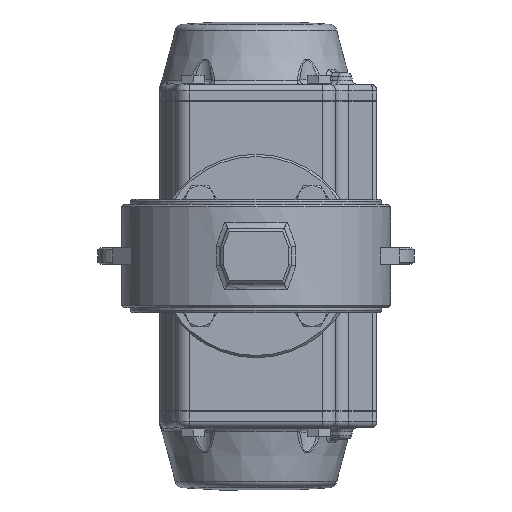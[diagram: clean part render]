
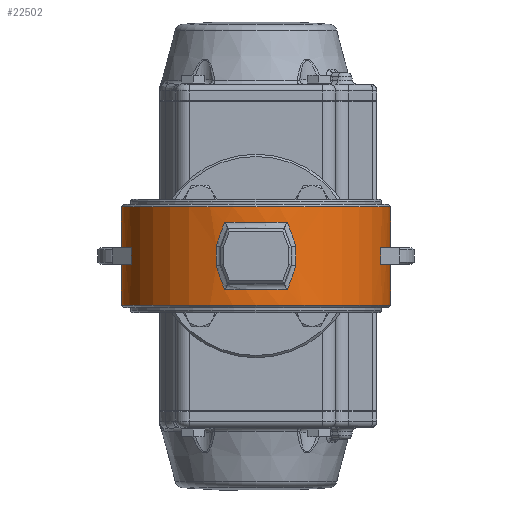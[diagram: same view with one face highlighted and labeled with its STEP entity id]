
A CAD part, front view. The second image highlights one B-rep face of the part: STEP entity #22502.
In plain terms, the highlighted cylindrical face has radius 59.5 mm (diameter 119 mm), a partial arc.
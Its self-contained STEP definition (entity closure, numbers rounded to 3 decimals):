
#565=CIRCLE('',#23883,59.5);
#568=CIRCLE('',#23895,59.5);
#570=CIRCLE('',#23901,59.5);
#571=CIRCLE('',#23904,59.5);
#583=CIRCLE('',#23928,59.5);
#594=CIRCLE('',#23965,59.5);
#595=CIRCLE('',#23967,59.5);
#596=CIRCLE('',#23969,59.5);
#1603=ELLIPSE('',#23890,176.969,59.5);
#1605=ELLIPSE('',#23897,176.969,59.5);
#1607=ELLIPSE('',#23938,176.969,59.5);
#1609=ELLIPSE('',#23952,176.969,59.5);
#1669=CYLINDRICAL_SURFACE('',#23968,59.5);
#4433=ORIENTED_EDGE('',*,*,#9635,.F.);
#4434=ORIENTED_EDGE('',*,*,#9563,.F.);
#4435=ORIENTED_EDGE('',*,*,#9546,.T.);
#4436=ORIENTED_EDGE('',*,*,#9657,.F.);
#4437=ORIENTED_EDGE('',*,*,#9574,.T.);
#4438=ORIENTED_EDGE('',*,*,#9577,.F.);
#4439=ORIENTED_EDGE('',*,*,#9570,.T.);
#4440=ORIENTED_EDGE('',*,*,#9643,.F.);
#4441=ORIENTED_EDGE('',*,*,#9626,.F.);
#4442=ORIENTED_EDGE('',*,*,#9677,.T.);
#4443=ORIENTED_EDGE('',*,*,#9685,.T.);
#4444=ORIENTED_EDGE('',*,*,#9686,.T.);
#4445=ORIENTED_EDGE('',*,*,#9687,.F.);
#4446=ORIENTED_EDGE('',*,*,#9673,.T.);
#4447=ORIENTED_EDGE('',*,*,#9681,.T.);
#4448=ORIENTED_EDGE('',*,*,#9679,.F.);
#4449=ORIENTED_EDGE('',*,*,#9588,.F.);
#4450=ORIENTED_EDGE('',*,*,#9637,.F.);
#4451=ORIENTED_EDGE('',*,*,#9581,.T.);
#4452=ORIENTED_EDGE('',*,*,#9678,.F.);
#9546=EDGE_CURVE('',#12331,#12330,#565,.T.);
#9563=EDGE_CURVE('',#12331,#12342,#1603,.T.);
#9570=EDGE_CURVE('',#12346,#12345,#568,.T.);
#9574=EDGE_CURVE('',#12350,#12349,#14253,.T.);
#9577=EDGE_CURVE('',#12346,#12349,#1605,.T.);
#9581=EDGE_CURVE('',#12355,#12353,#570,.T.);
#9588=EDGE_CURVE('',#12360,#12361,#571,.T.);
#9626=EDGE_CURVE('',#12385,#12387,#583,.T.);
#9635=EDGE_CURVE('',#12342,#12392,#14281,.T.);
#9637=EDGE_CURVE('',#12355,#12360,#14283,.T.);
#9643=EDGE_CURVE('',#12392,#12345,#1607,.T.);
#9657=EDGE_CURVE('',#12350,#12330,#1609,.T.);
#9673=EDGE_CURVE('',#12408,#12407,#14304,.T.);
#9677=EDGE_CURVE('',#12385,#12411,#14308,.T.);
#9678=EDGE_CURVE('',#12387,#12353,#14309,.T.);
#9679=EDGE_CURVE('',#12361,#12412,#14310,.T.);
#9681=EDGE_CURVE('',#12407,#12412,#594,.T.);
#9685=EDGE_CURVE('',#12411,#12415,#595,.T.);
#9686=EDGE_CURVE('',#12415,#12416,#14315,.T.);
#9687=EDGE_CURVE('',#12408,#12416,#596,.T.);
#12330=VERTEX_POINT('',#35595);
#12331=VERTEX_POINT('',#35597);
#12342=VERTEX_POINT('',#35712);
#12345=VERTEX_POINT('',#35817);
#12346=VERTEX_POINT('',#35819);
#12349=VERTEX_POINT('',#35923);
#12350=VERTEX_POINT('',#35925);
#12353=VERTEX_POINT('',#35999);
#12355=VERTEX_POINT('',#36002);
#12360=VERTEX_POINT('',#36016);
#12361=VERTEX_POINT('',#36017);
#12385=VERTEX_POINT('',#36136);
#12387=VERTEX_POINT('',#36139);
#12392=VERTEX_POINT('',#36199);
#12407=VERTEX_POINT('',#36336);
#12408=VERTEX_POINT('',#36338);
#12411=VERTEX_POINT('',#36344);
#12412=VERTEX_POINT('',#36349);
#12415=VERTEX_POINT('',#36359);
#12416=VERTEX_POINT('',#36363);
#14253=LINE('',#35924,#15584);
#14281=LINE('',#36201,#15612);
#14283=LINE('',#36204,#15614);
#14304=LINE('',#36337,#15635);
#14308=LINE('',#36345,#15639);
#14309=LINE('',#36347,#15640);
#14310=LINE('',#36348,#15641);
#14315=LINE('',#36362,#15646);
#15584=VECTOR('',#26767,1000.);
#15612=VECTOR('',#26867,1000.);
#15614=VECTOR('',#26871,1000.);
#15635=VECTOR('',#26950,1000.);
#15639=VECTOR('',#26954,1000.);
#15640=VECTOR('',#26957,1000.);
#15641=VECTOR('',#26958,1000.);
#15646=VECTOR('',#26973,1000.);
#16881=EDGE_LOOP('',(#4433,#4434,#4435,#4436,#4437,#4438,#4439,#4440));
#16882=EDGE_LOOP('',(#4441,#4442,#4443,#4444,#4445,#4446,#4447,#4448,#4449,
#4450,#4451,#4452));
#18420=FACE_BOUND('',#16881,.T.);
#18421=FACE_BOUND('',#16882,.T.);
#22502=ADVANCED_FACE('',(#18420,#18421),#1669,.T.);
#23883=AXIS2_PLACEMENT_3D('',#35596,#26726,#26727);
#23890=AXIS2_PLACEMENT_3D('',#35711,#26751,#26752);
#23895=AXIS2_PLACEMENT_3D('',#35818,#26763,#26764);
#23897=AXIS2_PLACEMENT_3D('',#35993,#26769,#26770);
#23901=AXIS2_PLACEMENT_3D('',#36001,#26778,#26779);
#23904=AXIS2_PLACEMENT_3D('',#36015,#26790,#26791);
#23928=AXIS2_PLACEMENT_3D('',#36138,#26853,#26854);
#23938=AXIS2_PLACEMENT_3D('',#36237,#26883,#26884);
#23952=AXIS2_PLACEMENT_3D('',#36290,#26921,#26922);
#23965=AXIS2_PLACEMENT_3D('',#36352,#26962,#26963);
#23967=AXIS2_PLACEMENT_3D('',#36360,#26969,#26970);
#23968=AXIS2_PLACEMENT_3D('',#36361,#26971,#26972);
#23969=AXIS2_PLACEMENT_3D('',#36364,#26974,#26975);
#26726=DIRECTION('',(0.,0.,1.));
#26727=DIRECTION('',(1.,0.,0.));
#26751=DIRECTION('',(0.942,0.,-0.336));
#26752=DIRECTION('',(-0.336,0.,-0.942));
#26763=DIRECTION('',(0.,0.,-1.));
#26764=DIRECTION('',(-1.,0.,0.));
#26767=DIRECTION('',(0.,0.,-1.));
#26769=DIRECTION('',(-0.942,0.,0.336));
#26770=DIRECTION('',(-0.336,0.,-0.942));
#26778=DIRECTION('',(0.,0.,1.));
#26779=DIRECTION('',(-1.,0.,0.));
#26790=DIRECTION('',(0.,0.,1.));
#26791=DIRECTION('',(-1.,0.,0.));
#26853=DIRECTION('',(0.,0.,1.));
#26854=DIRECTION('',(1.,0.,0.));
#26867=DIRECTION('',(0.,0.,-1.));
#26871=DIRECTION('',(0.,0.,-1.));
#26883=DIRECTION('',(0.942,0.,0.336));
#26884=DIRECTION('',(0.336,0.,-0.942));
#26921=DIRECTION('',(-0.942,0.,-0.336));
#26922=DIRECTION('',(0.336,0.,-0.942));
#26950=DIRECTION('',(0.,0.,-1.));
#26954=DIRECTION('',(0.,0.,-1.));
#26957=DIRECTION('',(0.,0.,-1.));
#26958=DIRECTION('',(0.,0.,-1.));
#26962=DIRECTION('',(0.,0.,1.));
#26963=DIRECTION('',(1.,0.,0.));
#26969=DIRECTION('',(0.,0.,1.));
#26970=DIRECTION('',(1.,0.,0.));
#26971=DIRECTION('',(0.,0.,1.));
#26972=DIRECTION('',(-1.,0.,0.));
#26973=DIRECTION('',(0.,0.,-1.));
#26974=DIRECTION('',(0.,0.,1.));
#26975=DIRECTION('',(1.,0.,0.));
#35595=CARTESIAN_POINT('',(13.879,-57.859,15.));
#35596=CARTESIAN_POINT('',(0.,0.,15.));
#35597=CARTESIAN_POINT('',(-13.879,-57.859,15.));
#35711=CARTESIAN_POINT('',(0.,0.,53.877));
#35712=CARTESIAN_POINT('',(-17.612,-56.834,4.544));
#35817=CARTESIAN_POINT('',(-13.879,-57.859,-15.));
#35818=CARTESIAN_POINT('',(0.,0.,-15.));
#35819=CARTESIAN_POINT('',(13.879,-57.859,-15.));
#35923=CARTESIAN_POINT('',(17.612,-56.834,-4.544));
#35924=CARTESIAN_POINT('',(17.612,-56.834,22.8));
#35925=CARTESIAN_POINT('',(17.612,-56.834,4.544));
#35993=CARTESIAN_POINT('',(0.,0.,-53.877));
#35999=CARTESIAN_POINT('',(59.5,-0.1,3.75));
#36001=CARTESIAN_POINT('',(0.,0.,3.75));
#36002=CARTESIAN_POINT('',(55.082,-22.5,3.75));
#36015=CARTESIAN_POINT('',(0.,0.,-3.75));
#36016=CARTESIAN_POINT('',(55.082,-22.5,-3.75));
#36017=CARTESIAN_POINT('',(59.5,-0.1,-3.75));
#36136=CARTESIAN_POINT('',(-59.5,-0.1,21.8));
#36138=CARTESIAN_POINT('',(0.,0.,21.8));
#36139=CARTESIAN_POINT('',(59.5,-0.1,21.8));
#36199=CARTESIAN_POINT('',(-17.612,-56.834,-4.544));
#36201=CARTESIAN_POINT('',(-17.612,-56.834,22.8));
#36204=CARTESIAN_POINT('',(55.082,-22.5,3.75));
#36237=CARTESIAN_POINT('',(0.,0.,-53.877));
#36290=CARTESIAN_POINT('',(0.,0.,53.877));
#36336=CARTESIAN_POINT('',(-59.5,-0.1,-21.8));
#36337=CARTESIAN_POINT('',(-59.5,-0.1,22.8));
#36338=CARTESIAN_POINT('',(-59.5,-0.1,-3.75));
#36344=CARTESIAN_POINT('',(-59.5,-0.1,3.75));
#36345=CARTESIAN_POINT('',(-59.5,-0.1,22.8));
#36347=CARTESIAN_POINT('',(59.5,-0.1,22.8));
#36348=CARTESIAN_POINT('',(59.5,-0.1,22.8));
#36349=CARTESIAN_POINT('',(59.5,-0.1,-21.8));
#36352=CARTESIAN_POINT('',(0.,0.,-21.8));
#36359=CARTESIAN_POINT('',(-55.082,-22.5,3.75));
#36360=CARTESIAN_POINT('',(0.,0.,3.75));
#36361=CARTESIAN_POINT('',(0.,0.,22.8));
#36362=CARTESIAN_POINT('',(-55.082,-22.5,3.75));
#36363=CARTESIAN_POINT('',(-55.082,-22.5,-3.75));
#36364=CARTESIAN_POINT('',(0.,0.,-3.75));
